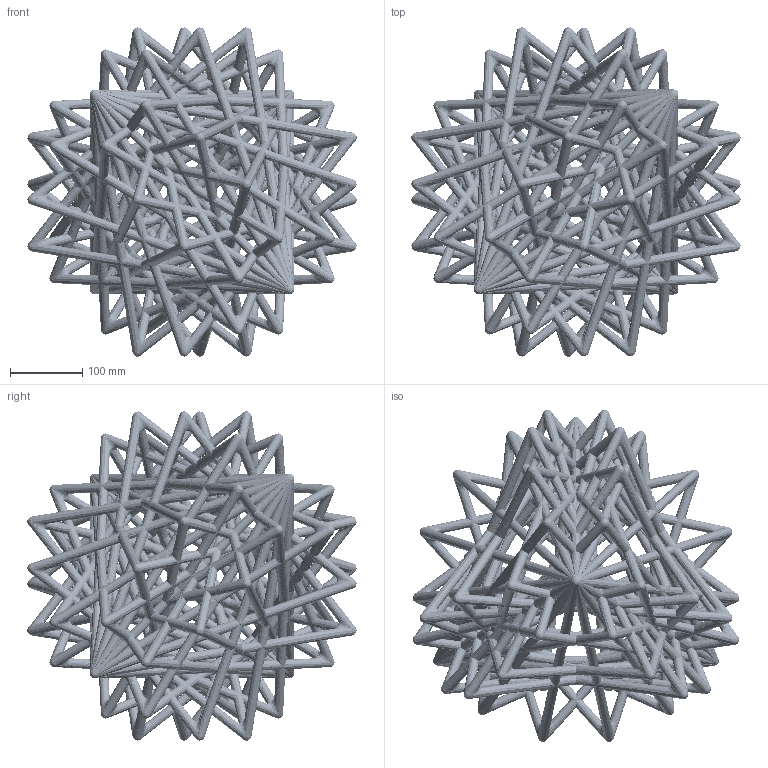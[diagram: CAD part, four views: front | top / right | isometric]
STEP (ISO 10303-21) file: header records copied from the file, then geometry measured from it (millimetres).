
FILE_DESCRIPTION(('FreeCAD Model'),'2;1');
FILE_NAME('Open CASCADE Shape Model','2025-05-04T06:40:29',('FreeCAD'),( 'FreeCAD'),'Open CASCADE STEP processor 7.6','FreeCAD','Unknown');
FILE_SCHEMA(('AUTOMOTIVE_DESIGN { 1 0 10303 214 1 1 1 1 }'));
Products named in the file (1): Open CASCADE STEP translator 7.6 1
Bounding box: 454.13 x 454.13 x 454.13 mm (x, y, z)
Volume: 4571315 mm3; surface area: 1207014.8 mm2
Topology: 1 solids, 1 shells, 3070 faces, 7264 edges, 2812 vertices
Faces by surface type: bspline 3070
Entity records: 177933 total; most frequent: CARTESIAN_POINT 143559, ORIENTED_EDGE 12972, EDGE_CURVE 6486, FACE_BOUND 3117, EDGE_LOOP 3117, ADVANCED_FACE 3069, VERTEX_POINT 2813, B_SPLINE_SURFACE_WITH_KNOTS 1885
